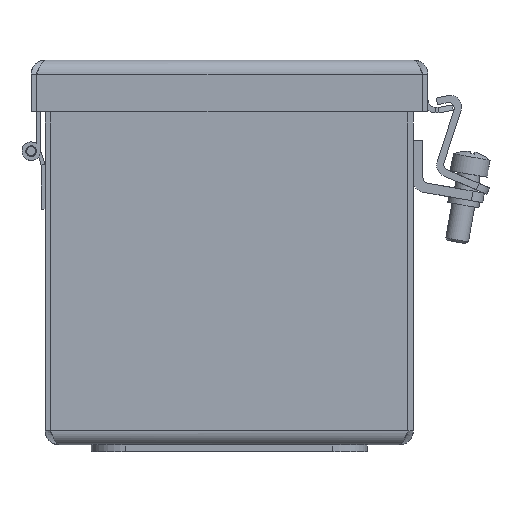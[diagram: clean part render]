
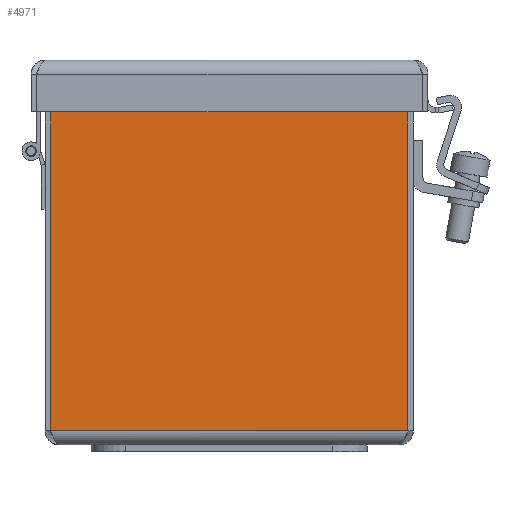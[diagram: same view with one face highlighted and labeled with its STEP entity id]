
A CAD part, front view. The second image highlights one B-rep face of the part: STEP entity #4971.
In plain terms, the highlighted planar face has unit normal (0, -1, 0).
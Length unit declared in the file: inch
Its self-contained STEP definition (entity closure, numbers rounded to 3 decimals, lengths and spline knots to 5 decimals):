
#442=PLANE('',#5282);
#625=FACE_OUTER_BOUND('',#931,.T.);
#931=EDGE_LOOP('',(#3449,#3450,#3451,#3452));
#1356=LINE('',#7340,#1792);
#1401=LINE('',#7563,#1837);
#1402=LINE('',#7565,#1838);
#1403=LINE('',#7566,#1839);
#1792=VECTOR('',#5791,3.88059);
#1837=VECTOR('',#5876,3.6945);
#1838=VECTOR('',#5877,3.88059);
#1839=VECTOR('',#5878,3.6945);
#2221=VERTEX_POINT('',#7331);
#2222=VERTEX_POINT('',#7339);
#2251=VERTEX_POINT('',#7562);
#2252=VERTEX_POINT('',#7564);
#2661=EDGE_CURVE('',#2222,#2221,#1356,.T.);
#2713=EDGE_CURVE('',#2251,#2221,#1401,.T.);
#2714=EDGE_CURVE('',#2251,#2252,#1402,.T.);
#2715=EDGE_CURVE('',#2222,#2252,#1403,.T.);
#3449=ORIENTED_EDGE('',*,*,#2661,.T.);
#3450=ORIENTED_EDGE('',*,*,#2713,.F.);
#3451=ORIENTED_EDGE('',*,*,#2714,.T.);
#3452=ORIENTED_EDGE('',*,*,#2715,.F.);
#4971=ADVANCED_FACE('',(#625),#442,.F.);
#5282=AXIS2_PLACEMENT_3D('',#7561,#5874,#5875);
#5791=DIRECTION('',(-1.,0.,0.));
#5874=DIRECTION('center_axis',(0.,1.,0.));
#5875=DIRECTION('ref_axis',(1.,0.,0.));
#5876=DIRECTION('',(0.,0.,1.));
#5877=DIRECTION('',(1.,0.,0.));
#5878=DIRECTION('',(0.,0.,-1.));
#7331=CARTESIAN_POINT('',(0.05971,0.,3.84725));
#7339=CARTESIAN_POINT('',(3.94029,0.,3.84725));
#7340=CARTESIAN_POINT('',(2.97015,0.,3.84725));
#7561=CARTESIAN_POINT('Origin',(2.,0.,2.0066));
#7562=CARTESIAN_POINT('',(0.05971,0.,0.15275));
#7563=CARTESIAN_POINT('',(0.05971,0.,0.15275));
#7564=CARTESIAN_POINT('',(3.94029,0.,0.15275));
#7565=CARTESIAN_POINT('',(2.,0.,0.15275));
#7566=CARTESIAN_POINT('',(3.94029,0.,0.15275));
